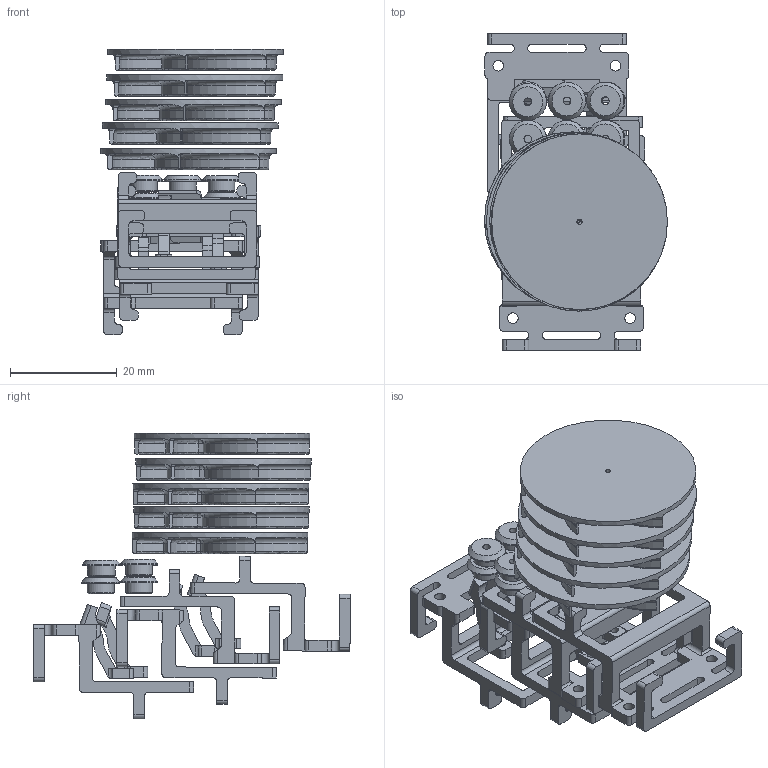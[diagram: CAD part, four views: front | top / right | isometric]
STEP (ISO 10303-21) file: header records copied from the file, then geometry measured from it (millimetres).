
FILE_DESCRIPTION(/* description */ (''),/* implementation_level */ '2;1');
FILE_NAME(/* name */ 'ALL.stp',/* time_stamp */ '2025-02-09T10:03:12+09:00',/* author */ ('IshiiLabHonda'),/* organization */ (''),/* preprocessor_version */ 'ST-DEVELOPER v19.2',/* originating_system */ 'Autodesk Inventor 2023',/* authorisation */ '');
FILE_SCHEMA (('AUTOMOTIVE_DESIGN { 1 0 10303 214 3 1 1 }'));
Length unit declared in the file: millimetre
Products named in the file (9): Assembly4; battery-stopper-assembly-multiple; battery-stopper-1; battery-stopper-1_1; battery-stopper-3; encoder-gear-spacer-multiple; Encoder-Gear-Spacer; fan-concreate-multiple; fan-concreate
Assembly tree (28 placements, depth 3):
  Assembly4
    battery-stopper-assembly-multiple
      battery-stopper-3  x4
      battery-stopper-1  x2
      battery-stopper-1_1  x2
    encoder-gear-spacer-multiple
      Encoder-Gear-Spacer  x12
    fan-concreate-multiple
      fan-concreate  x5
Bounding box: 34.33 x 59.45 x 53.69 mm (x, y, z)
Volume: 11944.8 mm3; surface area: 21725.5 mm2
Topology: 25 solids, 25 shells, 1068 faces, 2924 edges, 1927 vertices
Faces by surface type: cylinder 453, plane 449, torus 130, cone 36
Full cylindrical faces by diameter (mm): 0.98 x5, 1.46 x12, 1.48 x12, 1.6 x4, 2 x8, 3 x5, 5 x12, 7 x12, 33 x5
Entity records: 9621 total; most frequent: CARTESIAN_POINT 2234, DIRECTION 1519, ORIENTED_EDGE 1490, EDGE_CURVE 745, AXIS2_PLACEMENT_3D 557, VERTEX_POINT 492, LINE 405, VECTOR 405
